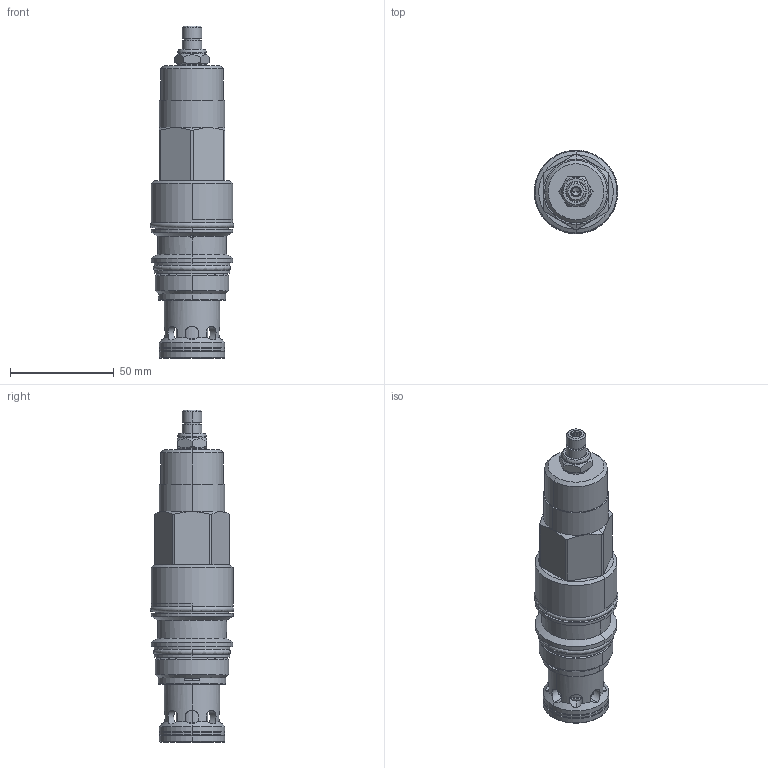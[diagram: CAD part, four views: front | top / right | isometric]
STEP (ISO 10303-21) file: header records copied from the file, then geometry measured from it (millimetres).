
FILE_DESCRIPTION((''),'2;1');
FILE_NAME('SDHT-LAN_PRT','2017-05-30T',('Administrator'),(''),'PRO/ENGINEER BY PARAMETRIC TECHNOLOGY CORPORATION, 2006240','PRO/ENGINEER BY PARAMETRIC TECHNOLOGY CORPORATION, 2006240','');
FILE_SCHEMA(('CONFIG_CONTROL_DESIGN'));
Length unit declared in the file: inch
Products named in the file (1): SDHT-LAN_PRT
Bounding box: 40.36 x 40.35 x 160.35 mm (x, y, z)
Volume: 115054.6 mm3; surface area: 31895.1 mm2
Topology: 5 solids, 7 shells, 321 faces, 774 edges, 465 vertices
Faces by surface type: cylinder 130, cone 81, plane 73, torus 20, revolution 8, bspline 6, sphere 3
Entity records: 12806 total; most frequent: CARTESIAN_POINT 5291, DIRECTION 1624, ORIENTED_EDGE 1532, EDGE_CURVE 766, AXIS2_PLACEMENT_3D 676, VERTEX_POINT 465, CIRCLE 369, EDGE_LOOP 355
